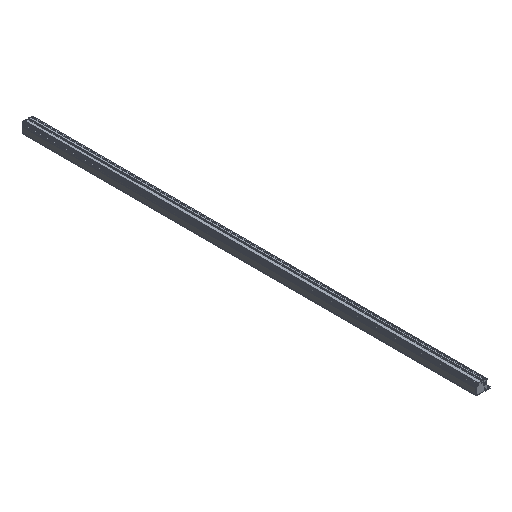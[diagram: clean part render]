
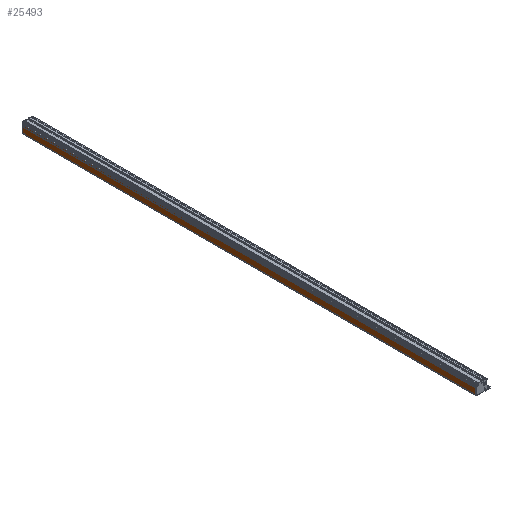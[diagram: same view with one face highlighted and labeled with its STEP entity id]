
A CAD part, isometric view. The second image highlights one B-rep face of the part: STEP entity #25493.
In plain terms, the highlighted face is planar.
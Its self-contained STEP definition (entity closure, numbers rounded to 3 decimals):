
#518 = FACE_OUTER_BOUND ( 'NONE', #22952, .T. ) ;
#745 = CARTESIAN_POINT ( 'NONE',  ( -1500., 5.244, 56.5 ) ) ;
#1993 = CARTESIAN_POINT ( 'NONE',  ( 1500., 5.244, 56.5 ) ) ;
#2227 = EDGE_CURVE ( 'NONE', #17002, #21988, #21680, .T. ) ;
#4638 = VERTEX_POINT ( 'NONE', #8926 ) ;
#4989 = VERTEX_POINT ( 'NONE', #1993 ) ;
#5367 = ORIENTED_EDGE ( 'NONE', *, *, #9188, .F. ) ;
#6900 = AXIS2_PLACEMENT_3D ( 'NONE', #31366, #20603, #8562 ) ;
#7572 = DIRECTION ( 'NONE',  ( 0., -1., 0. ) ) ;
#8562 = DIRECTION ( 'NONE',  ( -1., 0., 0. ) ) ;
#8926 = CARTESIAN_POINT ( 'NONE',  ( 1500., 51.739, 56.5 ) ) ;
#9188 = EDGE_CURVE ( 'NONE', #4638, #4989, #29900, .T. ) ;
#9303 = PLANE ( 'NONE',  #6900 ) ;
#10459 = CARTESIAN_POINT ( 'NONE',  ( 1500., 51.739, 56.5 ) ) ;
#11739 = DIRECTION ( 'NONE',  ( -1., 0., 0. ) ) ;
#11932 = LINE ( 'NONE', #17278, #22162 ) ;
#14207 = EDGE_CURVE ( 'NONE', #4638, #17002, #11932, .T. ) ;
#17002 = VERTEX_POINT ( 'NONE', #20935 ) ;
#17078 = EDGE_CURVE ( 'NONE', #4989, #21988, #31226, .T. ) ;
#17278 = CARTESIAN_POINT ( 'NONE',  ( 1500., 51.739, 56.5 ) ) ;
#20603 = DIRECTION ( 'NONE',  ( 0., 0., -1. ) ) ;
#20935 = CARTESIAN_POINT ( 'NONE',  ( -1500., 51.739, 56.5 ) ) ;
#20988 = ORIENTED_EDGE ( 'NONE', *, *, #17078, .F. ) ;
#21680 = LINE ( 'NONE', #32971, #33023 ) ;
#21988 = VERTEX_POINT ( 'NONE', #745 ) ;
#22162 = VECTOR ( 'NONE', #11739, 1000. ) ;
#22601 = VECTOR ( 'NONE', #32860, 1000. ) ;
#22703 = CARTESIAN_POINT ( 'NONE',  ( 1500., 5.244, 56.5 ) ) ;
#22952 = EDGE_LOOP ( 'NONE', ( #28061, #20988, #5367, #34352 ) ) ;
#25493 = ADVANCED_FACE ( 'NONE', ( #518 ), #9303, .F. ) ;
#28061 = ORIENTED_EDGE ( 'NONE', *, *, #2227, .T. ) ;
#28362 = VECTOR ( 'NONE', #30864, 1000. ) ;
#29900 = LINE ( 'NONE', #10459, #22601 ) ;
#30864 = DIRECTION ( 'NONE',  ( -1., 0., 0. ) ) ;
#31226 = LINE ( 'NONE', #22703, #28362 ) ;
#31366 = CARTESIAN_POINT ( 'NONE',  ( 1500., 11.231, 56.5 ) ) ;
#32860 = DIRECTION ( 'NONE',  ( 0., -1., 0. ) ) ;
#32971 = CARTESIAN_POINT ( 'NONE',  ( -1500., 11.231, 56.5 ) ) ;
#33023 = VECTOR ( 'NONE', #7572, 1000. ) ;
#34352 = ORIENTED_EDGE ( 'NONE', *, *, #14207, .T. ) ;
